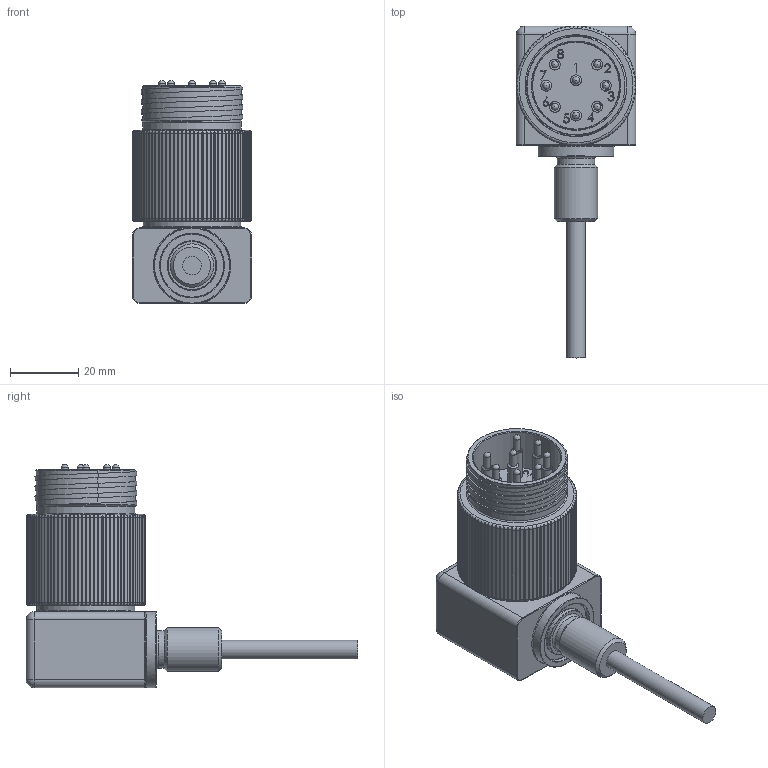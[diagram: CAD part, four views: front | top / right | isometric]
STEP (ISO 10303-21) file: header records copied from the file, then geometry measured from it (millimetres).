
FILE_DESCRIPTION(/* description */ ('','CAx-IF Rec.Pracs.---Representation and Presentation of Product Manufacturing Information (PMI)---4.0---2014-10-13'),/* implementation_level */ '2;1');
FILE_NAME(/* name */ 'DBHRA8M RADLSA-M.stp',/* time_stamp */ '2024-04-23T14:02:10+02:00',/* author */ ('sh'),/* organization */ (''),/* preprocessor_version */ 'ST-DEVELOPER v19.2',/* originating_system */ 'Autodesk Inventor 2023',/* authorisation */ '');
FILE_SCHEMA (('AP242_MANAGED_MODEL_BASED_3D_ENGINEERING_MIM_LF { 1 0 10303 442 1 1 4 }'));
Length unit declared in the file: millimetre
Products named in the file (1): 01506151
Bounding box: 34.92 x 97.03 x 65.27 mm (x, y, z)
Volume: 52595.7 mm3; surface area: 22648.2 mm2
Topology: 1 solids, 6 shells, 646 faces, 1755 edges, 1151 vertices
Faces by surface type: plane 306, cylinder 159, bspline 132, torus 30, cone 15, sphere 4
Full cylindrical faces by diameter (mm): 1.986 x8, 3.175 x8, 5.461 x1, 8.89 x1, 10.922 x1, 12.7 x1, 14.275 x1, 15.875 x1, 17.475 x1, 18.694 x1, 19.05 x1, 22.225 x1, 23.368 x1, 23.749 x1, 25.4 x2, 25.654 x1, 28.575 x2, 28.804 x1, 28.956 x3, 29.743 x3, 30.048 x2, 31.267 x1
Entity records: 34874 total; most frequent: CARTESIAN_POINT 19068, ORIENTED_EDGE 3500, DIRECTION 2586, EDGE_CURVE 1750, VERTEX_POINT 1151, AXIS2_PLACEMENT_3D 961, EDGE_LOOP 697, LINE 664
